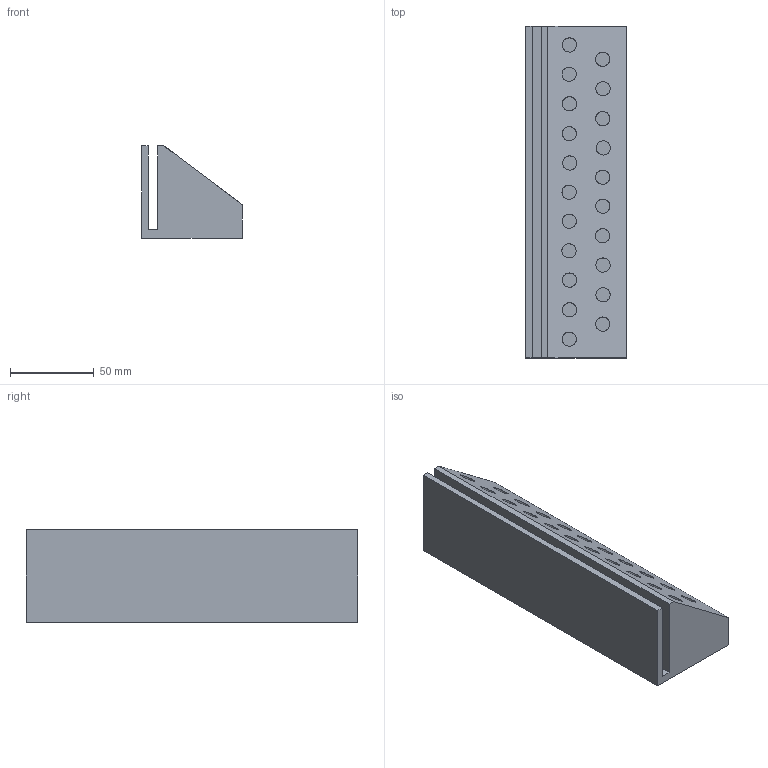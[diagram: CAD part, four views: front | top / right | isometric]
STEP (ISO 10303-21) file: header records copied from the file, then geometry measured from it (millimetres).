
FILE_DESCRIPTION(/* description */ (''),/* implementation_level */ '2;1');
FILE_NAME(/* name */ 'd46b9bd8-ea0f-413f-be43-5492ac8291b9.stp',/* time_stamp */ '2025-12-29T17:54:53Z',/* author */ (''),/* organization */ (''),/* preprocessor_version */ 'ST-DEVELOPER v20.1',/* originating_system */ 'Autodesk Translation Framework v14.24.0.0',/* authorisation */ '');
FILE_SCHEMA (('AUTOMOTIVE_DESIGN { 1 0 10303 214 3 1 1 }'));
Length unit declared in the file: millimetre
Products named in the file (1): pen holder 2
Bounding box: 60 x 198 x 55 mm (x, y, z)
Volume: 400595.9 mm3; surface area: 80389.9 mm2
Topology: 1 solids, 1 shells, 53 faces, 90 edges, 60 vertices
Faces by surface type: plane 32, cylinder 21
Full cylindrical faces by diameter (mm): 8.5 x21
Entity records: 1299 total; most frequent: DIRECTION 240, CARTESIAN_POINT 204, ORIENTED_EDGE 180, AXIS2_PLACEMENT_3D 96, EDGE_CURVE 90, EDGE_LOOP 74, VERTEX_POINT 60, FACE_OUTER_BOUND 53
